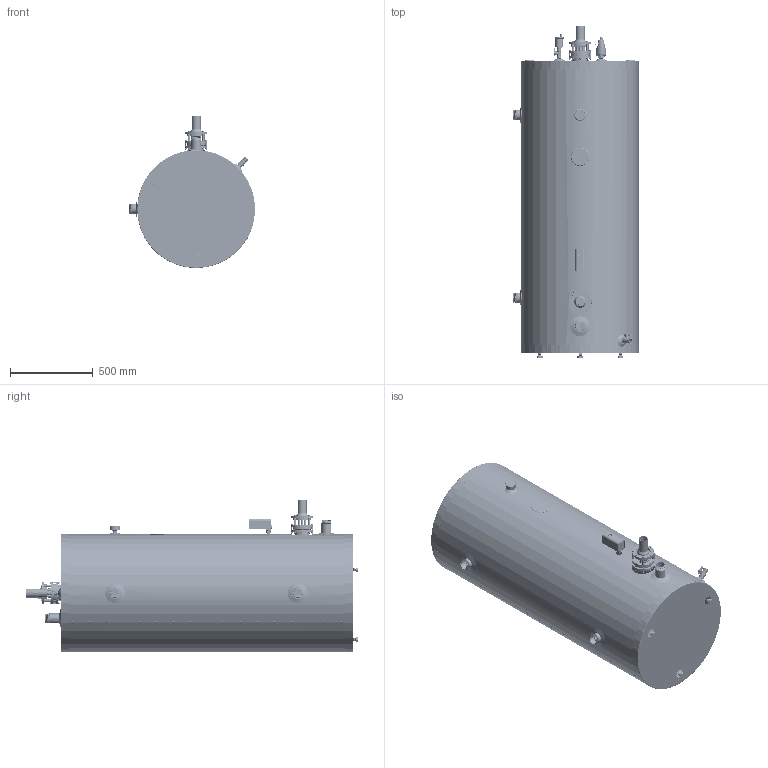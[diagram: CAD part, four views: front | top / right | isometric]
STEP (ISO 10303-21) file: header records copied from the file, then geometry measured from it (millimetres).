
FILE_DESCRIPTION (( 'STEP AP214' ), '1' );
FILE_NAME ('DOUBLEMAX 120-9A-125.STEP', '2025-05-08T15:07:41', ( '' ), ( '' ), 'SwSTEP 2.0', 'SolidWorks 2025', '' );
FILE_SCHEMA (( 'AUTOMOTIVE_DESIGN' ));
Length unit declared in the file: inch
Products named in the file (1): DOUBLEMAX 120-9A-125
Bounding box: 762.69 x 2004.76 x 919.75 mm (x, y, z)
Volume: 5251556.4 mm3; surface area: 11381761.9 mm2
Topology: 160 solids, 160 shells, 4906 faces, 13305 edges, 8276 vertices
Faces by surface type: plane 2292, cone 1100, cylinder 997, bspline 266, torus 178, sphere 73
Full cylindrical faces by diameter (mm): 1.587 x34, 3.969 x1, 4.762 x1, 4.763 x43, 5.105 x16, 6.35 x242, 6.858 x1, 7.142 x48, 7.671 x8, 7.937 x8, 7.938 x24, 7.991 x1, 8.092 x2, 8.89 x1, 9.525 x2, 9.906 x1, 11.074 x18, 11.112 x1, 12.065 x1, 12.7 x18, 13.31 x18, 13.894 x8, 13.97 x1, 14.097 x1, 14.287 x1, 14.986 x18, 15.037 x1, 15.596 x18, 15.799 x1, 16.185 x1
Entity records: 337631 total; most frequent: CARTESIAN_POINT 162527, ORIENTED_EDGE 22698, DIRECTION 21959, EDGE_CURVE 11349, AXIS2_PLACEMENT_3D 8350, VERTEX_POINT 7977, EDGE_LOOP 7710, FACE_OUTER_BOUND 5772
